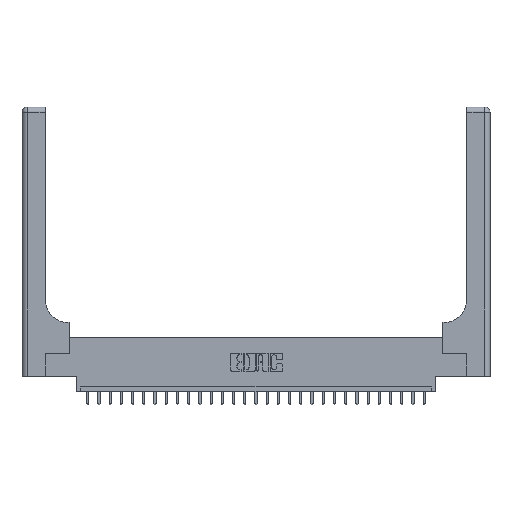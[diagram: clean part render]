
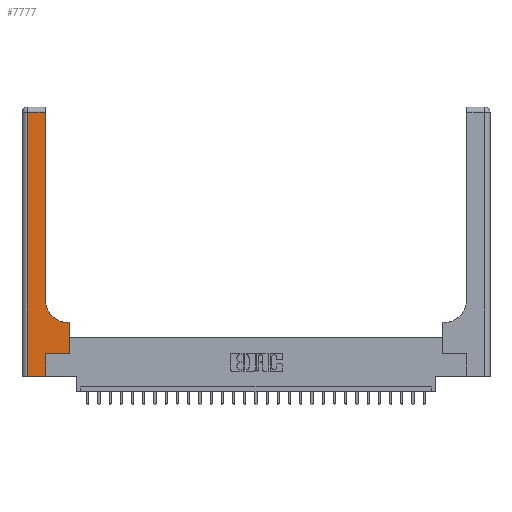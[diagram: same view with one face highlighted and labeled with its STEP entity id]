
A CAD part, top view. The second image highlights one B-rep face of the part: STEP entity #7777.
In plain terms, the highlighted planar face has unit normal (0, 0, 1).
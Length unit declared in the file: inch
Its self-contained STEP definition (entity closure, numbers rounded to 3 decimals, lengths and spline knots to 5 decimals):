
#46 = LINE ( 'NONE', #25179, #2564 ) ;
#397 = CARTESIAN_POINT ( 'NONE',  ( 0.265, 0., 0.37 ) ) ;
#879 = CIRCLE ( 'NONE', #11179, 0.25 ) ;
#1265 = VERTEX_POINT ( 'NONE', #4298 ) ;
#1470 = EDGE_CURVE ( 'NONE', #3911, #7106, #13286, .T. ) ;
#1641 = EDGE_CURVE ( 'NONE', #7106, #5997, #20496, .T. ) ;
#2514 = EDGE_LOOP ( 'NONE', ( #17660, #9505, #16178, #9192, #22590, #22178, #22060, #7560, #17632 ) ) ;
#2564 = VECTOR ( 'NONE', #22999, 39.37008 ) ;
#2931 = DIRECTION ( 'NONE',  ( 0., 0., -1. ) ) ;
#3051 = DIRECTION ( 'NONE',  ( -1., 0., 0. ) ) ;
#3160 = FACE_OUTER_BOUND ( 'NONE', #2514, .T. ) ;
#3614 = CARTESIAN_POINT ( 'NONE',  ( 0.528, 0.6, 0.37 ) ) ;
#3657 = CARTESIAN_POINT ( 'NONE',  ( 0.265, 0.25, 0.37 ) ) ;
#3911 = VERTEX_POINT ( 'NONE', #9895 ) ;
#4298 = CARTESIAN_POINT ( 'NONE',  ( 0.51, 0.6, 0.37 ) ) ;
#4671 = VECTOR ( 'NONE', #8317, 39.37008 ) ;
#4898 = DIRECTION ( 'NONE',  ( 0., 1., 0. ) ) ;
#5073 = CARTESIAN_POINT ( 'NONE',  ( 0.528, 0.25, 0.37 ) ) ;
#5237 = VERTEX_POINT ( 'NONE', #7284 ) ;
#5442 = LINE ( 'NONE', #19597, #13654 ) ;
#5461 = LINE ( 'NONE', #12442, #21536 ) ;
#5746 = CARTESIAN_POINT ( 'NONE',  ( 0.26, 0.85, 0.37 ) ) ;
#5997 = VERTEX_POINT ( 'NONE', #3614 ) ;
#6123 = VERTEX_POINT ( 'NONE', #24804 ) ;
#6445 = DIRECTION ( 'NONE',  ( 0., -1., 0. ) ) ;
#6715 = LINE ( 'NONE', #7861, #10480 ) ;
#6896 = DIRECTION ( 'NONE',  ( 1., 0., 0. ) ) ;
#7083 = DIRECTION ( 'NONE',  ( 1., 0., 0. ) ) ;
#7106 = VERTEX_POINT ( 'NONE', #19859 ) ;
#7162 = CARTESIAN_POINT ( 'NONE',  ( 0.51, 0.85, 0.37 ) ) ;
#7284 = CARTESIAN_POINT ( 'NONE',  ( 0.06, 0., 0.37 ) ) ;
#7343 = DIRECTION ( 'NONE',  ( -1., 0., 0. ) ) ;
#7408 = EDGE_CURVE ( 'NONE', #5997, #1265, #46, .T. ) ;
#7560 = ORIENTED_EDGE ( 'NONE', *, *, #7408, .T. ) ;
#7777 = ADVANCED_FACE ( 'NONE', ( #3160 ), #10832, .F. ) ;
#7861 = CARTESIAN_POINT ( 'NONE',  ( 0.265, 0., 0.37 ) ) ;
#8317 = DIRECTION ( 'NONE',  ( 0., 1., 0. ) ) ;
#9081 = CARTESIAN_POINT ( 'NONE',  ( 0., 3., 0.37 ) ) ;
#9192 = ORIENTED_EDGE ( 'NONE', *, *, #23182, .T. ) ;
#9422 = LINE ( 'NONE', #22653, #4671 ) ;
#9505 = ORIENTED_EDGE ( 'NONE', *, *, #21424, .T. ) ;
#9895 = CARTESIAN_POINT ( 'NONE',  ( 0.265, 0.25, 0.37 ) ) ;
#10480 = VECTOR ( 'NONE', #19849, 39.37008 ) ;
#10832 = PLANE ( 'NONE',  #18045 ) ;
#11070 = VECTOR ( 'NONE', #24365, 39.37008 ) ;
#11179 = AXIS2_PLACEMENT_3D ( 'NONE', #7162, #2931, #7083 ) ;
#12442 = CARTESIAN_POINT ( 'NONE',  ( 0.06, 3., 0.37 ) ) ;
#13286 = LINE ( 'NONE', #3657, #11070 ) ;
#13491 = EDGE_CURVE ( 'NONE', #14101, #6123, #9422, .T. ) ;
#13654 = VECTOR ( 'NONE', #7343, 39.37008 ) ;
#14101 = VERTEX_POINT ( 'NONE', #5746 ) ;
#15165 = VECTOR ( 'NONE', #6896, 39.37008 ) ;
#15577 = VERTEX_POINT ( 'NONE', #397 ) ;
#16178 = ORIENTED_EDGE ( 'NONE', *, *, #17273, .T. ) ;
#17273 = EDGE_CURVE ( 'NONE', #22190, #5237, #5461, .T. ) ;
#17632 = ORIENTED_EDGE ( 'NONE', *, *, #24933, .T. ) ;
#17639 = EDGE_CURVE ( 'NONE', #15577, #3911, #6715, .T. ) ;
#17660 = ORIENTED_EDGE ( 'NONE', *, *, #13491, .T. ) ;
#18045 = AXIS2_PLACEMENT_3D ( 'NONE', #9081, #25061, #3051 ) ;
#18960 = VECTOR ( 'NONE', #4898, 39.37008 ) ;
#19597 = CARTESIAN_POINT ( 'NONE',  ( 0., 2.94, 0.37 ) ) ;
#19849 = DIRECTION ( 'NONE',  ( 0., 1., 0. ) ) ;
#19859 = CARTESIAN_POINT ( 'NONE',  ( 0.528, 0.25, 0.37 ) ) ;
#20496 = LINE ( 'NONE', #5073, #18960 ) ;
#21416 = LINE ( 'NONE', #24837, #15165 ) ;
#21424 = EDGE_CURVE ( 'NONE', #6123, #22190, #5442, .T. ) ;
#21536 = VECTOR ( 'NONE', #6445, 39.37008 ) ;
#22060 = ORIENTED_EDGE ( 'NONE', *, *, #1641, .T. ) ;
#22178 = ORIENTED_EDGE ( 'NONE', *, *, #1470, .T. ) ;
#22190 = VERTEX_POINT ( 'NONE', #22991 ) ;
#22590 = ORIENTED_EDGE ( 'NONE', *, *, #17639, .T. ) ;
#22653 = CARTESIAN_POINT ( 'NONE',  ( 0.26, 3., 0.37 ) ) ;
#22991 = CARTESIAN_POINT ( 'NONE',  ( 0.06, 2.94, 0.37 ) ) ;
#22999 = DIRECTION ( 'NONE',  ( -1., 0., 0. ) ) ;
#23182 = EDGE_CURVE ( 'NONE', #5237, #15577, #21416, .T. ) ;
#24365 = DIRECTION ( 'NONE',  ( 1., 0., 0. ) ) ;
#24804 = CARTESIAN_POINT ( 'NONE',  ( 0.26, 2.94, 0.37 ) ) ;
#24837 = CARTESIAN_POINT ( 'NONE',  ( 0., 0., 0.37 ) ) ;
#24933 = EDGE_CURVE ( 'NONE', #1265, #14101, #879, .T. ) ;
#25061 = DIRECTION ( 'NONE',  ( 0., 0., -1. ) ) ;
#25179 = CARTESIAN_POINT ( 'NONE',  ( 0.26, 0.6, 0.37 ) ) ;
